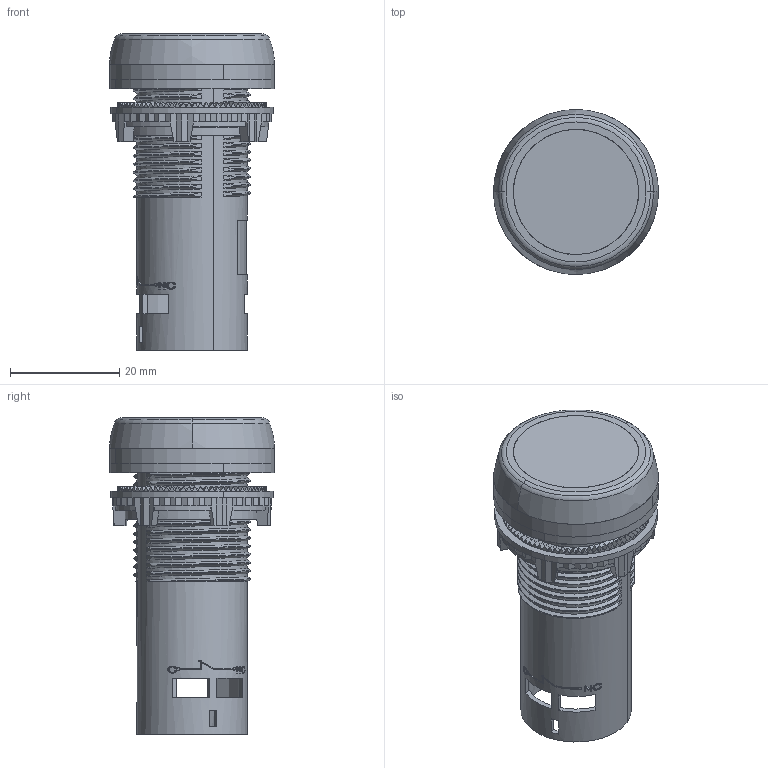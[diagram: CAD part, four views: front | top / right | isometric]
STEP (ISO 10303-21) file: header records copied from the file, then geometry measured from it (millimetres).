
FILE_DESCRIPTION((''),'2;1');
FILE_NAME('SINGLE_STATION_STOP__004771447_ASM','2023-10-06T13:09:17',('klemen.sitar'),('Audax d.o.o.'),'CREO PARAMETRIC BY PTC INC, 2021304','CREO PARAMETRIC BY PTC INC, 2021304','');
FILE_SCHEMA(('AP242_MANAGED_MODEL_BASED_3D_ENGINEERING_MIM_LF { 1 0 10303 442 1 1 4 }'));
Products named in the file (9): HB400035_COMPRESSION_SPRING; HB122002_LOCKING_NUT; MUSHROOM_HEAD_PUSH_TURN; HB111007_LENS_HOLDER_FOR_MUSHHE; HB192003_COLLAR; HB153005_GROMMET_NEW_MUSHROOM_H; HB152008_SEALING_RING; EMNRMH1_GENX_MUSHROOM_HEAD_PT_M_ASM; SINGLE_STATION_STOP__004771447_ASM
Assembly tree (8 placements, depth 3):
  SINGLE_STATION_STOP__004771447_ASM
    EMNRMH1_GENX_MUSHROOM_HEAD_PT_M_ASM
      HB400035_COMPRESSION_SPRING
      HB122002_LOCKING_NUT
      MUSHROOM_HEAD_PUSH_TURN
      HB111007_LENS_HOLDER_FOR_MUSHHE
      HB192003_COLLAR
      HB153005_GROMMET_NEW_MUSHROOM_H
      HB152008_SEALING_RING
Bounding box: 30.2 x 30.2 x 57.9 mm (x, y, z)
Volume: 9069.6 mm3; surface area: 16292.2 mm2
Topology: 7 solids, 7 shells, 899 faces, 2451 edges, 1617 vertices
Faces by surface type: plane 547, cylinder 182, bspline 101, cone 44, torus 21, extrusion 4
Entity records: 70996 total; most frequent: CARTESIAN_POINT 35529, ORIENTED_EDGE 4888, DIRECTION 3464, PRESENTATION_STYLE_ASSIGNMENT 3364, STYLED_ITEM 3364, CURVE_STYLE 2458, EDGE_CURVE 2444, VERTEX_POINT 1613
